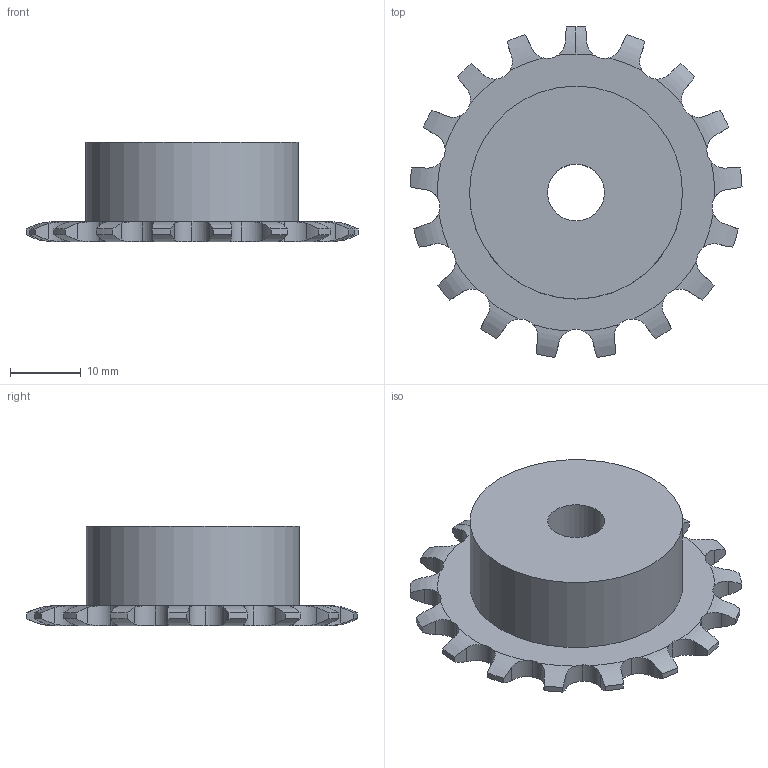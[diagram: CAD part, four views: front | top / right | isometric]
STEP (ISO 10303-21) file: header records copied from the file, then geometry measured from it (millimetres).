
FILE_DESCRIPTION(('FreeCAD Model'),'2;1');
FILE_NAME('Open CASCADE Shape Model','2021-03-07T16:59:04',( 'Simone Bignetti'),(''),'Open CASCADE STEP processor 7.4','FreeCAD', 'Unknown');
FILE_SCHEMA(('AUTOMOTIVE_DESIGN { 1 0 10303 214 1 1 1 1 }'));
Length unit declared in the file: millimetre
Products named in the file (1): Hole
Bounding box: 46.77 x 46.61 x 14 mm (x, y, z)
Volume: 11023.9 mm3; surface area: 4600.7 mm2
Topology: 1 solids, 1 shells, 127 faces, 370 edges, 247 vertices
Faces by surface type: cylinder 87, revolution 36, plane 4
Full cylindrical faces by diameter (mm): 8 x1, 30 x1
Entity records: 13887 total; most frequent: CARTESIAN_POINT 7151, DIRECTION 1085, ORIENTED_EDGE 740, PCURVE 740, DEFINITIONAL_REPRESENTATION 740, LINE 443, VECTOR 443, B_SPLINE_CURVE_WITH_KNOTS 410
